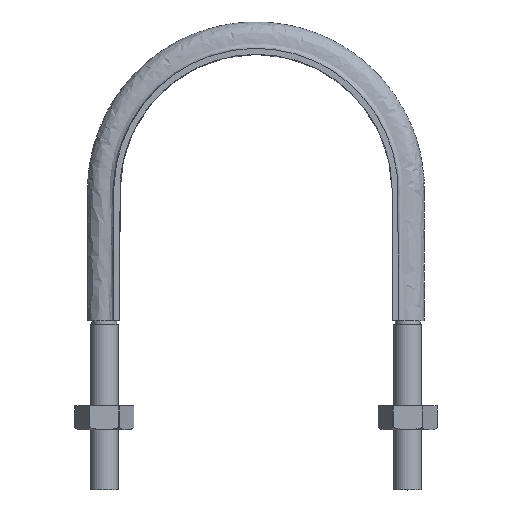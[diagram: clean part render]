
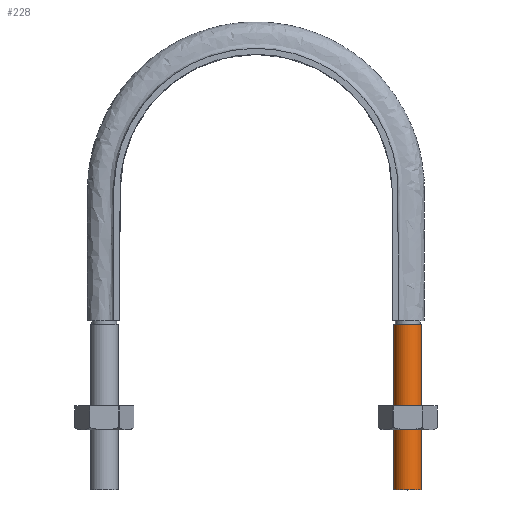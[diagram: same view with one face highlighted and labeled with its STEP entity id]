
A CAD part, top view. The second image highlights one B-rep face of the part: STEP entity #228.
In plain terms, the highlighted cylindrical face has radius 4.6 mm (diameter 9.2 mm), a full revolution.
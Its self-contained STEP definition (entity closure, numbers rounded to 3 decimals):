
#228 = ADVANCED_FACE( '', ( #317, #318 ), #319, .T. );
#317 = FACE_OUTER_BOUND( '', #648, .T. );
#318 = FACE_OUTER_BOUND( '', #649, .T. );
#319 = CYLINDRICAL_SURFACE( '', #650, 4.6 );
#648 = EDGE_LOOP( '', ( #1520 ) );
#649 = EDGE_LOOP( '', ( #1521 ) );
#650 = AXIS2_PLACEMENT_3D( '', #1522, #1523, #1524 );
#1520 = ORIENTED_EDGE( '', *, *, #2021, .T. );
#1521 = ORIENTED_EDGE( '', *, *, #2022, .F. );
#1522 = CARTESIAN_POINT( '', ( 50.5, 55., 0. ) );
#1523 = DIRECTION( '', ( 0., 1., 0. ) );
#1524 = DIRECTION( '', ( 1., 0., 0. ) );
#2021 = EDGE_CURVE( '', #2189, #2189, #2190, .T. );
#2022 = EDGE_CURVE( '', #2191, #2191, #2192, .T. );
#2189 = VERTEX_POINT( '', #2481 );
#2190 = CIRCLE( '', #2482, 4.6 );
#2191 = VERTEX_POINT( '', #2483 );
#2192 = CIRCLE( '', #2484, 4.6 );
#2481 = CARTESIAN_POINT( '', ( 55.1, 55., 0. ) );
#2482 = AXIS2_PLACEMENT_3D( '', #3117, #3118, #3119 );
#2483 = CARTESIAN_POINT( '', ( 55.1, 0., 0. ) );
#2484 = AXIS2_PLACEMENT_3D( '', #3120, #3121, #3122 );
#3117 = CARTESIAN_POINT( '', ( 50.5, 55., 0. ) );
#3118 = DIRECTION( '', ( 0., -1., 0. ) );
#3119 = DIRECTION( '', ( 1., 0., 0. ) );
#3120 = CARTESIAN_POINT( '', ( 50.5, 0., 0. ) );
#3121 = DIRECTION( '', ( 0., -1., 0. ) );
#3122 = DIRECTION( '', ( 1., 0., 0. ) );
